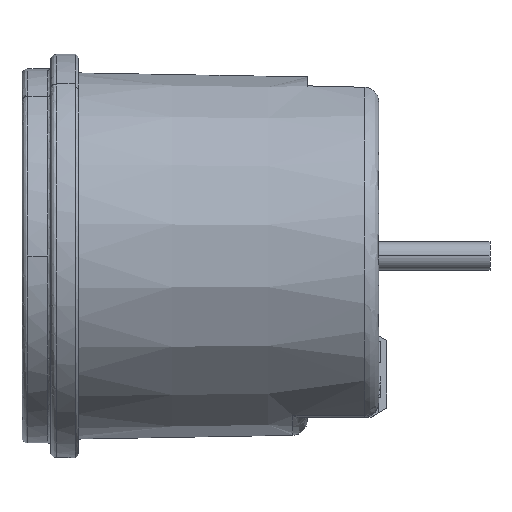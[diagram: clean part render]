
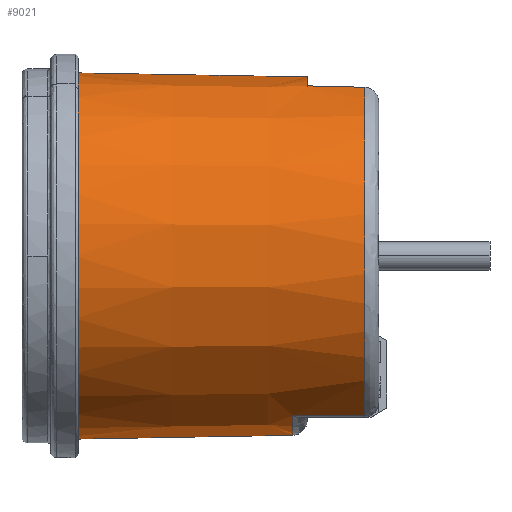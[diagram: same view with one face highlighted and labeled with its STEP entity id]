
A CAD part, left-side view. The second image highlights one B-rep face of the part: STEP entity #9021.
In plain terms, the highlighted conical face has half-angle 1 degrees and reference radius 25.627 mm.
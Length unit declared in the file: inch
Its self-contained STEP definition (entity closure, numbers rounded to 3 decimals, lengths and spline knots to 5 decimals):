
#249 = FACE_OUTER_BOUND ( 'NONE', #12033, .T. ) ;
#354 = CIRCLE ( 'NONE', #11864, 1.00895 ) ;
#635 = EDGE_CURVE ( 'NONE', #5291, #6310, #8541, .T. ) ;
#666 = CARTESIAN_POINT ( 'NONE',  ( 0., -0.06, 0. ) ) ;
#831 = DIRECTION ( 'NONE',  ( 0., 0., 1. ) ) ;
#1040 = CARTESIAN_POINT ( 'NONE',  ( 0., -1.338, 0.98665 ) ) ;
#1100 = DIRECTION ( 'NONE',  ( 0., 0., 1. ) ) ;
#1187 = DIRECTION ( 'NONE',  ( 0., 1., -0.017 ) ) ;
#1648 = EDGE_CURVE ( 'NONE', #11745, #2921, #3144, .T. ) ;
#1924 = CARTESIAN_POINT ( 'NONE',  ( -0.3131, -1.65298, 0.92985 ) ) ;
#2862 = CARTESIAN_POINT ( 'NONE',  ( -0.43353, -1.65298, -0.88017 ) ) ;
#2909 = CARTESIAN_POINT ( 'NONE',  ( -0.44447, -1.39243, -0.87981 ) ) ;
#2921 = VERTEX_POINT ( 'NONE', #14654 ) ;
#2960 = CARTESIAN_POINT ( 'NONE',  ( -0.3076, -1.338, 0.93747 ) ) ;
#3016 = DIRECTION ( 'NONE',  ( 0., 1., 0. ) ) ;
#3144 = B_SPLINE_CURVE_WITH_KNOTS ( 'NONE', 3,
 ( #9737, #5252, #11030, #2960 ),
 .UNSPECIFIED., .F., .F.,
 ( 4, 4 ),
 ( 0., 0.008 ),
 .UNSPECIFIED. ) ;
#3613 = CARTESIAN_POINT ( 'NONE',  ( -0.44995, -1.25876, -0.87963 ) ) ;
#3664 = ORIENTED_EDGE ( 'NONE', *, *, #635, .T. ) ;
#3684 = ORIENTED_EDGE ( 'NONE', *, *, #3746, .F. ) ;
#3746 = EDGE_CURVE ( 'NONE', #4078, #6990, #10498, .T. ) ;
#4078 = VERTEX_POINT ( 'NONE', #12184 ) ;
#4367 = DIRECTION ( 'NONE',  ( 0., 1., 0. ) ) ;
#4631 = VECTOR ( 'NONE', #5246, 39.37008 ) ;
#4707 = EDGE_CURVE ( 'NONE', #2921, #5291, #12125, .T. ) ;
#4899 = VERTEX_POINT ( 'NONE', #3613 ) ;
#5053 = CONICAL_SURFACE ( 'NONE', #6154, 1.00895, 0.017 ) ;
#5246 = DIRECTION ( 'NONE',  ( 0., 1., 0.017 ) ) ;
#5252 = CARTESIAN_POINT ( 'NONE',  ( -0.31126, -1.54799, 0.9324 ) ) ;
#5291 = VERTEX_POINT ( 'NONE', #1040 ) ;
#5454 = CARTESIAN_POINT ( 'NONE',  ( 0., -0.06, -1.00895 ) ) ;
#5570 = CARTESIAN_POINT ( 'NONE',  ( 0., -1.338, 0. ) ) ;
#5825 = ORIENTED_EDGE ( 'NONE', *, *, #10585, .T. ) ;
#6016 = B_SPLINE_CURVE_WITH_KNOTS ( 'NONE', 3,
 ( #11935, #2909, #8674, #2862 ),
 .UNSPECIFIED., .F., .F.,
 ( 4, 4 ),
 ( 0., 1. ),
 .UNSPECIFIED. ) ;
#6034 = CIRCLE ( 'NONE', #6267, 0.98803 ) ;
#6074 = VECTOR ( 'NONE', #1187, 39.37008 ) ;
#6136 = ORIENTED_EDGE ( 'NONE', *, *, #8975, .T. ) ;
#6148 = EDGE_CURVE ( 'NONE', #8832, #11745, #11888, .T. ) ;
#6154 = AXIS2_PLACEMENT_3D ( 'NONE', #666, #3016, #8623 ) ;
#6267 = AXIS2_PLACEMENT_3D ( 'NONE', #14561, #4367, #8971 ) ;
#6310 = VERTEX_POINT ( 'NONE', #8072 ) ;
#6590 = AXIS2_PLACEMENT_3D ( 'NONE', #5570, #9033, #1100 ) ;
#6990 = VERTEX_POINT ( 'NONE', #5454 ) ;
#8072 = CARTESIAN_POINT ( 'NONE',  ( 0., -0.06, 1.00895 ) ) ;
#8541 = LINE ( 'NONE', #11875, #4631 ) ;
#8623 = DIRECTION ( 'NONE',  ( 0., 0., 1. ) ) ;
#8674 = CARTESIAN_POINT ( 'NONE',  ( -0.439, -1.52384, -0.87999 ) ) ;
#8832 = VERTEX_POINT ( 'NONE', #10186 ) ;
#8917 = CARTESIAN_POINT ( 'NONE',  ( 0., -0.06, -1.00895 ) ) ;
#8971 = DIRECTION ( 'NONE',  ( 0., 0., 1. ) ) ;
#8975 = EDGE_CURVE ( 'NONE', #4899, #8832, #6016, .T. ) ;
#9021 = ADVANCED_FACE ( 'NONE', ( #249 ), #5053, .T. ) ;
#9033 = DIRECTION ( 'NONE',  ( 0., 1., 0. ) ) ;
#9363 = AXIS2_PLACEMENT_3D ( 'NONE', #14530, #11263, #14726 ) ;
#9737 = CARTESIAN_POINT ( 'NONE',  ( -0.3131, -1.65298, 0.92985 ) ) ;
#10186 = CARTESIAN_POINT ( 'NONE',  ( -0.43353, -1.65298, -0.88017 ) ) ;
#10209 = EDGE_CURVE ( 'NONE', #6310, #6990, #354, .T. ) ;
#10498 = LINE ( 'NONE', #8917, #6074 ) ;
#10585 = EDGE_CURVE ( 'NONE', #4078, #4899, #6034, .T. ) ;
#10628 = ORIENTED_EDGE ( 'NONE', *, *, #4707, .T. ) ;
#10649 = CARTESIAN_POINT ( 'NONE',  ( 0., -0.06, 0. ) ) ;
#11030 = CARTESIAN_POINT ( 'NONE',  ( -0.30943, -1.443, 0.93494 ) ) ;
#11263 = DIRECTION ( 'NONE',  ( 0., 1., 0. ) ) ;
#11496 = ORIENTED_EDGE ( 'NONE', *, *, #1648, .T. ) ;
#11745 = VERTEX_POINT ( 'NONE', #1924 ) ;
#11864 = AXIS2_PLACEMENT_3D ( 'NONE', #10649, #13294, #831 ) ;
#11875 = CARTESIAN_POINT ( 'NONE',  ( 0., -0.06, 1.00895 ) ) ;
#11888 = CIRCLE ( 'NONE', #9363, 0.98115 ) ;
#11935 = CARTESIAN_POINT ( 'NONE',  ( -0.44995, -1.25876, -0.87963 ) ) ;
#12033 = EDGE_LOOP ( 'NONE', ( #3684, #5825, #6136, #13365, #11496, #10628, #3664, #13046 ) ) ;
#12125 = CIRCLE ( 'NONE', #6590, 0.98665 ) ;
#12184 = CARTESIAN_POINT ( 'NONE',  ( 0., -1.25876, -0.98803 ) ) ;
#13046 = ORIENTED_EDGE ( 'NONE', *, *, #10209, .T. ) ;
#13294 = DIRECTION ( 'NONE',  ( 0., -1., 0. ) ) ;
#13365 = ORIENTED_EDGE ( 'NONE', *, *, #6148, .T. ) ;
#14530 = CARTESIAN_POINT ( 'NONE',  ( 0., -1.65298, 0. ) ) ;
#14561 = CARTESIAN_POINT ( 'NONE',  ( 0., -1.25876, 0. ) ) ;
#14654 = CARTESIAN_POINT ( 'NONE',  ( -0.3076, -1.338, 0.93747 ) ) ;
#14726 = DIRECTION ( 'NONE',  ( 0., 0., 1. ) ) ;
